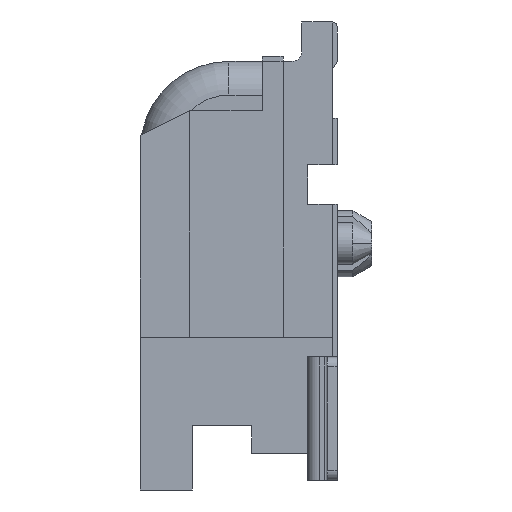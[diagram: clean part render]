
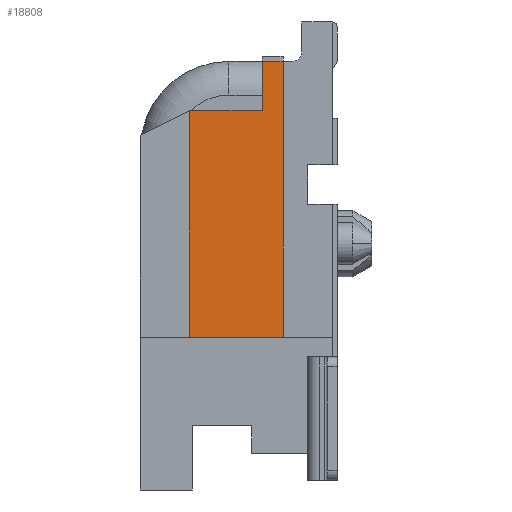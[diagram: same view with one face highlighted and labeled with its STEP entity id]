
A CAD part, left-side view. The second image highlights one B-rep face of the part: STEP entity #18808.
In plain terms, the highlighted planar face has unit normal (-1, 0, 0).
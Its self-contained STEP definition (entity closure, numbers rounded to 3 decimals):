
#273=DIRECTION('',(0.,-1.,0.));
#274=VECTOR('',#273,0.42);
#275=CARTESIAN_POINT('',(-14.9,-0.53,-0.8));
#276=LINE('',#275,#274);
#1710=DIRECTION('',(0.,0.,1.));
#1711=VECTOR('',#1710,1.);
#1712=CARTESIAN_POINT('',(-14.9,-0.53,-1.8));
#1713=LINE('',#1712,#1711);
#3509=DIRECTION('',(0.,1.,0.));
#3510=VECTOR('',#3509,1.48);
#3511=CARTESIAN_POINT('',(-14.9,-0.53,-1.8));
#3512=LINE('',#3511,#3510);
#3513=DIRECTION('',(0.,0.,1.));
#3514=VECTOR('',#3513,4.6);
#3515=CARTESIAN_POINT('',(-14.9,0.95,-6.4));
#3516=LINE('',#3515,#3514);
#3521=DIRECTION('',(0.,-1.,0.));
#3522=VECTOR('',#3521,1.9);
#3523=CARTESIAN_POINT('',(-14.9,0.95,-6.4));
#3524=LINE('',#3523,#3522);
#8433=DIRECTION('',(0.,0.,1.));
#8434=VECTOR('',#8433,5.6);
#8435=CARTESIAN_POINT('',(-14.9,-0.95,-6.4));
#8436=LINE('',#8435,#8434);
#12911=CARTESIAN_POINT('',(-14.9,0.95,-6.4));
#12912=VERTEX_POINT('',#12911);
#12913=CARTESIAN_POINT('',(-14.9,-0.95,-6.4));
#12914=VERTEX_POINT('',#12913);
#12915=CARTESIAN_POINT('',(-14.9,0.95,-1.8));
#12916=VERTEX_POINT('',#12915);
#12917=CARTESIAN_POINT('',(-14.9,-0.95,-0.8));
#12918=VERTEX_POINT('',#12917);
#13927=CARTESIAN_POINT('',(-14.9,-0.53,-0.8));
#13928=VERTEX_POINT('',#13927);
#13931=CARTESIAN_POINT('',(-14.9,-0.53,-1.8));
#13932=VERTEX_POINT('',#13931);
#18792=CARTESIAN_POINT('',(-14.9,0.95,-6.4));
#18793=DIRECTION('',(1.,0.,0.));
#18794=DIRECTION('',(0.,-1.,0.));
#18795=AXIS2_PLACEMENT_3D('',#18792,#18793,#18794);
#18796=PLANE('',#18795);
#18798=ORIENTED_EDGE('',*,*,#18797,.F.);
#18800=ORIENTED_EDGE('',*,*,#18799,.T.);
#18801=ORIENTED_EDGE('',*,*,#18783,.F.);
#18802=ORIENTED_EDGE('',*,*,#16989,.T.);
#18803=ORIENTED_EDGE('',*,*,#16256,.T.);
#18805=ORIENTED_EDGE('',*,*,#18804,.F.);
#18806=EDGE_LOOP('',(#18798,#18800,#18801,#18802,#18803,#18805));
#18807=FACE_OUTER_BOUND('',#18806,.F.);
#18808=ADVANCED_FACE('',(#18807),#18796,.F.);
#16256=EDGE_CURVE('',#13928,#12918,#276,.T.);
#16989=EDGE_CURVE('',#13932,#13928,#1713,.T.);
#18783=EDGE_CURVE('',#13932,#12916,#3512,.T.);
#18797=EDGE_CURVE('',#12912,#12914,#3524,.T.);
#18799=EDGE_CURVE('',#12912,#12916,#3516,.T.);
#18804=EDGE_CURVE('',#12914,#12918,#8436,.T.);
